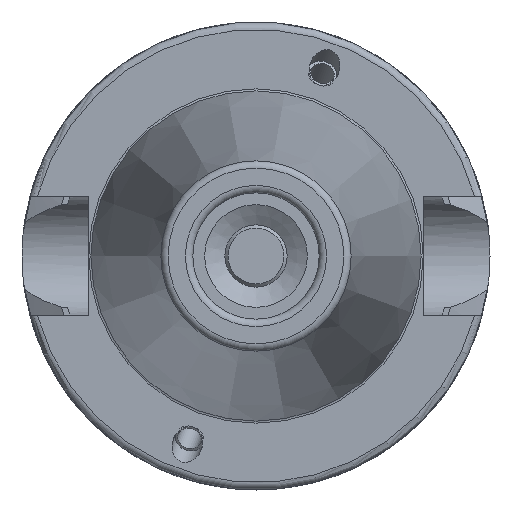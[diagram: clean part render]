
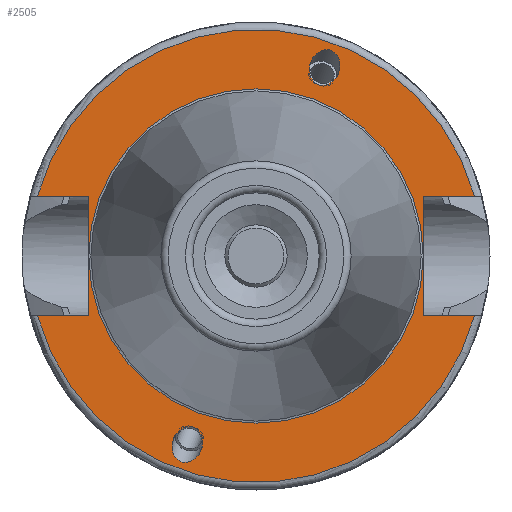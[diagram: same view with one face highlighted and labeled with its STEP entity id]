
A CAD part, left-side view. The second image highlights one B-rep face of the part: STEP entity #2505.
In plain terms, the highlighted planar face has unit normal (-1, 0, 0).
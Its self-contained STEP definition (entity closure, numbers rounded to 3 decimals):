
#503=ELLIPSE('',#2789,2.442,2.);
#512=ELLIPSE('',#2812,2.442,2.);
#552=FACE_BOUND('',#949,.T.);
#553=FACE_BOUND('',#950,.T.);
#554=FACE_BOUND('',#951,.T.);
#649=CIRCLE('',#2836,30.5);
#661=CIRCLE('',#2858,22.5);
#662=CIRCLE('',#2860,30.5);
#813=FACE_OUTER_BOUND('',#948,.T.);
#948=EDGE_LOOP('',(#2109,#2110,#2111,#2112,#2113,#2114,#2115,#2116));
#949=EDGE_LOOP('',(#2117));
#950=EDGE_LOOP('',(#2118));
#951=EDGE_LOOP('',(#2119));
#1071=LINE('',#4252,#1205);
#1075=LINE('',#4260,#1209);
#1078=LINE('',#4280,#1212);
#1089=LINE('',#4380,#1223);
#1092=LINE('',#4401,#1226);
#1094=LINE('',#4404,#1228);
#1205=VECTOR('',#3284,10.);
#1209=VECTOR('',#3290,10.);
#1212=VECTOR('',#3295,10.);
#1223=VECTOR('',#3350,10.);
#1226=VECTOR('',#3355,10.);
#1228=VECTOR('',#3359,10.);
#1343=VERTEX_POINT('',#4092);
#1358=VERTEX_POINT('',#4173);
#1374=VERTEX_POINT('',#4240);
#1375=VERTEX_POINT('',#4251);
#1377=VERTEX_POINT('',#4257);
#1378=VERTEX_POINT('',#4259);
#1393=VERTEX_POINT('',#4340);
#1400=VERTEX_POINT('',#4377);
#1401=VERTEX_POINT('',#4379);
#1405=VERTEX_POINT('',#4400);
#1413=VERTEX_POINT('',#4430);
#1565=EDGE_CURVE('',#1343,#1343,#503,.T.);
#1588=EDGE_CURVE('',#1358,#1358,#512,.T.);
#1605=EDGE_CURVE('',#1375,#1374,#1071,.T.);
#1609=EDGE_CURVE('',#1378,#1377,#1075,.T.);
#1614=EDGE_CURVE('',#1377,#1375,#1078,.T.);
#1634=EDGE_CURVE('',#1378,#1393,#649,.T.);
#1644=EDGE_CURVE('',#1401,#1400,#1089,.T.);
#1649=EDGE_CURVE('',#1405,#1393,#1092,.T.);
#1651=EDGE_CURVE('',#1400,#1405,#1094,.T.);
#1665=EDGE_CURVE('',#1413,#1413,#661,.T.);
#1666=EDGE_CURVE('',#1401,#1374,#662,.T.);
#2109=ORIENTED_EDGE('',*,*,#1605,.T.);
#2110=ORIENTED_EDGE('',*,*,#1666,.F.);
#2111=ORIENTED_EDGE('',*,*,#1644,.T.);
#2112=ORIENTED_EDGE('',*,*,#1651,.T.);
#2113=ORIENTED_EDGE('',*,*,#1649,.T.);
#2114=ORIENTED_EDGE('',*,*,#1634,.F.);
#2115=ORIENTED_EDGE('',*,*,#1609,.T.);
#2116=ORIENTED_EDGE('',*,*,#1614,.T.);
#2117=ORIENTED_EDGE('',*,*,#1565,.T.);
#2118=ORIENTED_EDGE('',*,*,#1588,.T.);
#2119=ORIENTED_EDGE('',*,*,#1665,.T.);
#2408=PLANE('',#2859);
#2505=ADVANCED_FACE('',(#813,#552,#553,#554),#2408,.T.);
#2789=AXIS2_PLACEMENT_3D('',#4094,#3216,#3217);
#2812=AXIS2_PLACEMENT_3D('',#4175,#3269,#3270);
#2836=AXIS2_PLACEMENT_3D('',#4341,#3337,#3338);
#2858=AXIS2_PLACEMENT_3D('',#4432,#3395,#3396);
#2859=AXIS2_PLACEMENT_3D('',#4433,#3397,#3398);
#2860=AXIS2_PLACEMENT_3D('',#4434,#3399,#3400);
#3216=DIRECTION('center_axis',(1.,0.,0.));
#3217=DIRECTION('ref_axis',(0.,-0.342,0.94));
#3269=DIRECTION('center_axis',(1.,0.,0.));
#3270=DIRECTION('ref_axis',(0.,0.342,-0.94));
#3284=DIRECTION('',(0.,-1.,0.));
#3290=DIRECTION('',(0.,1.,0.));
#3295=DIRECTION('',(0.,0.,1.));
#3337=DIRECTION('center_axis',(1.,0.,0.));
#3338=DIRECTION('ref_axis',(0.,0.,-1.));
#3350=DIRECTION('',(0.,-1.,0.));
#3355=DIRECTION('',(0.,1.,0.));
#3359=DIRECTION('',(0.,0.,-1.));
#3395=DIRECTION('center_axis',(1.,0.,0.));
#3396=DIRECTION('ref_axis',(0.,0.,-1.));
#3397=DIRECTION('center_axis',(-1.,0.,0.));
#3398=DIRECTION('ref_axis',(0.,0.,1.));
#3399=DIRECTION('center_axis',(1.,0.,0.));
#3400=DIRECTION('ref_axis',(0.,0.,-1.));
#4092=CARTESIAN_POINT('',(2.,-8.399,23.077));
#4094=CARTESIAN_POINT('Origin',(2.,-9.235,25.372));
#4173=CARTESIAN_POINT('',(2.,8.399,-23.077));
#4175=CARTESIAN_POINT('Origin',(2.,9.235,-25.372));
#4240=CARTESIAN_POINT('',(2.,-29.418,8.05));
#4251=CARTESIAN_POINT('',(2.,-22.6,8.05));
#4252=CARTESIAN_POINT('',(2.,3.95,8.05));
#4257=CARTESIAN_POINT('',(2.,-22.6,-8.05));
#4259=CARTESIAN_POINT('',(2.,-29.418,-8.05));
#4260=CARTESIAN_POINT('',(2.,3.95,-8.05));
#4280=CARTESIAN_POINT('',(2.,-22.6,0.));
#4340=CARTESIAN_POINT('',(2.,29.418,-8.05));
#4341=CARTESIAN_POINT('Origin',(2.,0.,0.));
#4377=CARTESIAN_POINT('',(2.,22.6,8.05));
#4379=CARTESIAN_POINT('',(2.,29.418,8.05));
#4380=CARTESIAN_POINT('',(2.,26.55,8.05));
#4400=CARTESIAN_POINT('',(2.,22.6,-8.05));
#4401=CARTESIAN_POINT('',(2.,26.55,-8.05));
#4404=CARTESIAN_POINT('',(2.,22.6,0.));
#4430=CARTESIAN_POINT('',(2.,0.,22.5));
#4432=CARTESIAN_POINT('Origin',(2.,0.,0.));
#4433=CARTESIAN_POINT('Origin',(2.,30.5,0.));
#4434=CARTESIAN_POINT('Origin',(2.,0.,0.));
